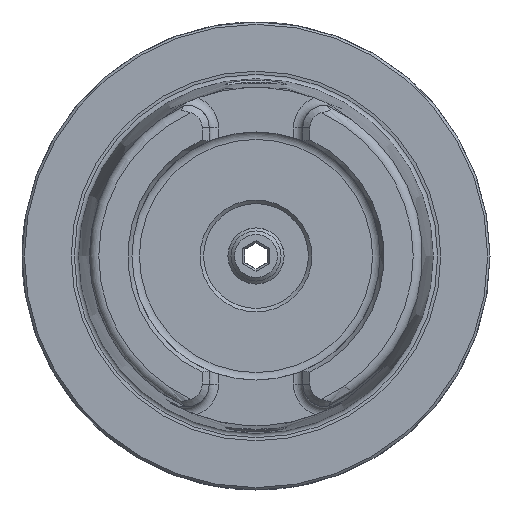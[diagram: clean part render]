
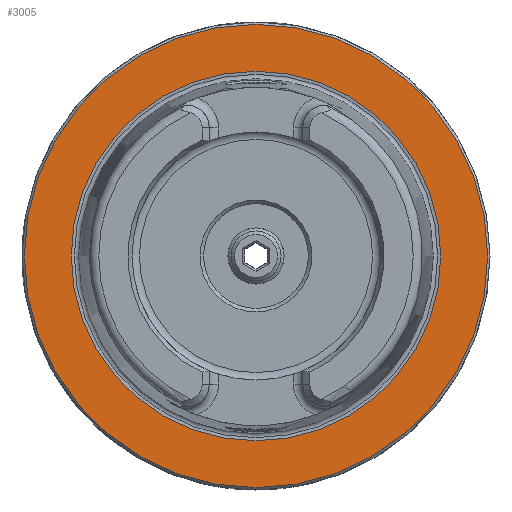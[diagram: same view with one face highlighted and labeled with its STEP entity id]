
A CAD part, left-side view. The second image highlights one B-rep face of the part: STEP entity #3005.
In plain terms, the highlighted planar face has unit normal (-1, 0, 0).
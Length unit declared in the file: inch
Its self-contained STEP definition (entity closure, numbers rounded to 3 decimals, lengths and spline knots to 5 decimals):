
#2971=CARTESIAN_POINT('',(0.0,1.94882,0.));
#2972=VERTEX_POINT('',#2971);
#2973=CARTESIAN_POINT('',(0.0,0.0,0.0));
#2974=DIRECTION('',(1.0,0.0,0.0));
#2975=DIRECTION('',(0.0,-1.0,0.0));
#2976=AXIS2_PLACEMENT_3D('',#2973,#2974,#2975);
#2977=CIRCLE('',#2976,1.94882);
#2978=EDGE_CURVE('',#2972,#2972,#2977,.T.);
#2986=CARTESIAN_POINT('',(0.0,0.98425,0.0));
#2987=DIRECTION('',(-1.0,0.0,0.0));
#2988=DIRECTION('',(0.0,0.0,1.0));
#2989=AXIS2_PLACEMENT_3D('',#2986,#2987,#2988);
#2990=PLANE('',#2989);
#2991=ORIENTED_EDGE('',*,*,#2978,.F.);
#2992=EDGE_LOOP('',(#2991));
#2993=FACE_OUTER_BOUND('',#2992,.T.);
#2994=CARTESIAN_POINT('',(0.0,1.55442,0.0));
#2995=VERTEX_POINT('',#2994);
#2996=CARTESIAN_POINT('',(0.0,0.0,0.0));
#2997=DIRECTION('',(1.0,0.0,0.0));
#2998=DIRECTION('',(0.0,1.0,0.0));
#2999=AXIS2_PLACEMENT_3D('',#2996,#2997,#2998);
#3000=CIRCLE('',#2999,1.55442);
#3001=EDGE_CURVE('',#2995,#2995,#3000,.T.);
#3002=ORIENTED_EDGE('',*,*,#3001,.T.);
#3003=EDGE_LOOP('',(#3002));
#3004=FACE_BOUND('',#3003,.T.);
#3005=ADVANCED_FACE('',(#2993,#3004),#2990,.T.);
